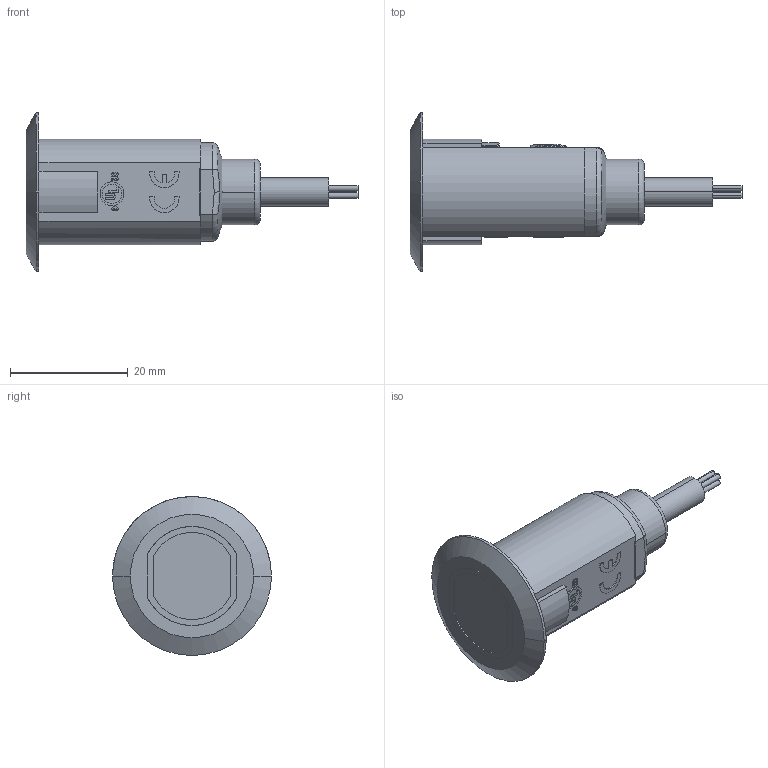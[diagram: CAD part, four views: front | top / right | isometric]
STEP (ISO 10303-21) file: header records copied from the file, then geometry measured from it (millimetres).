
FILE_DESCRIPTION((''),'2;1');
FILE_NAME('GLV18--CB_ASM','2007-01-08T',('Pepperl+Fuchs'),('Industriehansa'),'PRO/ENGINEER BY PARAMETRIC TECHNOLOGY CORPORATION, 2005290','PRO/ENGINEER BY PARAMETRIC TECHNOLOGY CORPORATION, 2005290','');
FILE_SCHEMA(('AUTOMOTIVE_DESIGN_CC2 { 1 2 10303 214 -1 1 5 2 }'));
Length unit declared in the file: millimetre
Products named in the file (7): MSBR-8SOCBPL; MSBR-1; MSBR-7; MSBR-5; MSBR-4; MSBR-2; GLV18--CB_ASM
Assembly tree (6 placements, depth 2):
  GLV18--CB_ASM
    MSBR-8SOCBPL
    MSBR-1
    MSBR-7
    MSBR-5
    MSBR-4
    MSBR-2
Bounding box: 56.4 x 27 x 27 mm (x, y, z)
Volume: 9810.5 mm3; surface area: 5280.8 mm2
Topology: 6 solids, 6 shells, 260 faces, 949 edges, 727 vertices
Faces by surface type: plane 190, cylinder 46, bspline 8, cone 8, torus 6, sphere 2
Entity records: 11715 total; most frequent: CARTESIAN_POINT 2484, DIRECTION 1522, ORIENTED_EDGE 1374, EDGE_CURVE 687, VECTOR 670, LINE 670, VERTEX_POINT 456, AXIS2_PLACEMENT_3D 426
